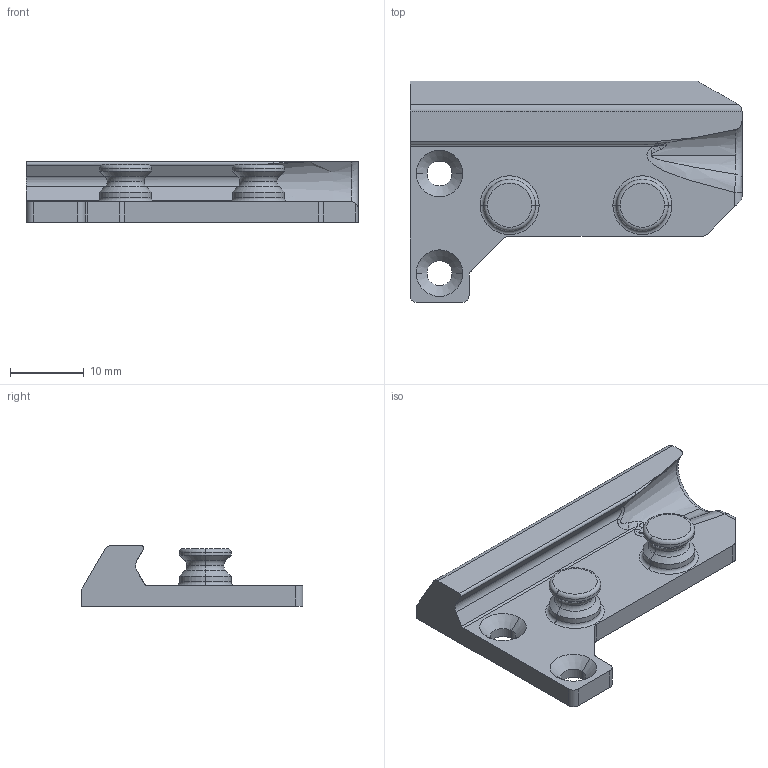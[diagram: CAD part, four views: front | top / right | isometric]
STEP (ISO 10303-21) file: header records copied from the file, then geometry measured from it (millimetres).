
FILE_DESCRIPTION (( 'STEP AP214' ), '1' );
FILE_NAME ('left_tool_wing_v2.STEP', '2021-03-14T19:36:48', ( '' ), ( '' ), 'SwSTEP 2.0', 'SolidWorks 2019', '' );
FILE_SCHEMA (( 'AUTOMOTIVE_DESIGN' ));
Length unit declared in the file: millimetre
Products named in the file (1): left_tool_wing_v2
Bounding box: 45 x 30 x 8.2 mm (x, y, z)
Volume: 4363.7 mm3; surface area: 3051.4 mm2
Topology: 1 solids, 1 shells, 82 faces, 194 edges, 116 vertices
Faces by surface type: cylinder 26, torus 17, plane 17, cone 14, bspline 8
Entity records: 2890 total; most frequent: CARTESIAN_POINT 993, DIRECTION 402, ORIENTED_EDGE 388, EDGE_CURVE 194, AXIS2_PLACEMENT_3D 164, VERTEX_POINT 116, CIRCLE 89, EDGE_LOOP 88
